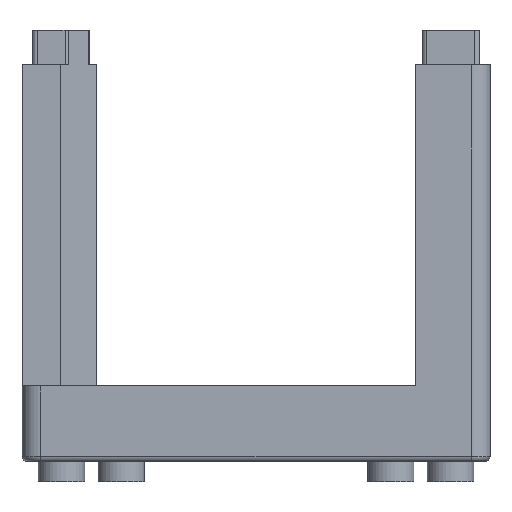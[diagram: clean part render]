
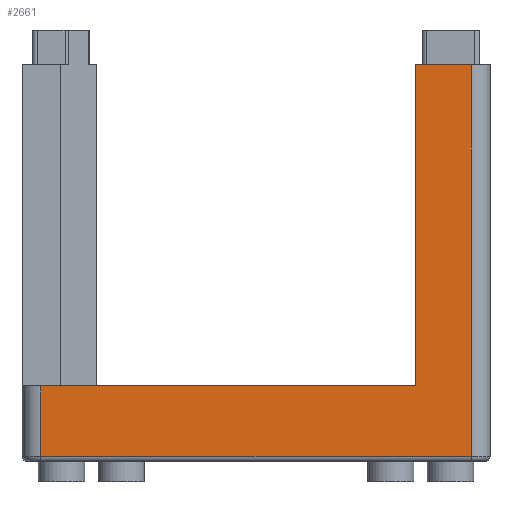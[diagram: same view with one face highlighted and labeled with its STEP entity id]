
A CAD part, front view. The second image highlights one B-rep face of the part: STEP entity #2661.
In plain terms, the highlighted planar face has unit normal (0, -1, 0).
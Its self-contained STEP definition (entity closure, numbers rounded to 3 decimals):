
#367=FACE_OUTER_BOUND('',#556,.T.);
#556=EDGE_LOOP('',(#2292,#2293,#2294,#2295,#2296,#2297));
#770=LINE('',#4417,#1020);
#772=LINE('',#4420,#1022);
#774=LINE('',#4426,#1024);
#796=LINE('',#4474,#1046);
#797=LINE('',#4476,#1047);
#798=LINE('',#4477,#1048);
#1020=VECTOR('',#3632,10.);
#1022=VECTOR('',#3636,10.);
#1024=VECTOR('',#3642,10.);
#1046=VECTOR('',#3690,10.);
#1047=VECTOR('',#3691,10.);
#1048=VECTOR('',#3692,10.);
#1285=VERTEX_POINT('',#4386);
#1292=VERTEX_POINT('',#4408);
#1294=VERTEX_POINT('',#4415);
#1295=VERTEX_POINT('',#4422);
#1309=VERTEX_POINT('',#4473);
#1310=VERTEX_POINT('',#4475);
#1624=EDGE_CURVE('',#1294,#1292,#770,.T.);
#1626=EDGE_CURVE('',#1292,#1285,#772,.T.);
#1629=EDGE_CURVE('',#1285,#1295,#774,.T.);
#1652=EDGE_CURVE('',#1309,#1294,#796,.T.);
#1653=EDGE_CURVE('',#1310,#1309,#797,.T.);
#1654=EDGE_CURVE('',#1295,#1310,#798,.T.);
#2292=ORIENTED_EDGE('',*,*,#1624,.F.);
#2293=ORIENTED_EDGE('',*,*,#1652,.F.);
#2294=ORIENTED_EDGE('',*,*,#1653,.F.);
#2295=ORIENTED_EDGE('',*,*,#1654,.F.);
#2296=ORIENTED_EDGE('',*,*,#1629,.F.);
#2297=ORIENTED_EDGE('',*,*,#1626,.F.);
#2508=PLANE('',#2954);
#2661=ADVANCED_FACE('',(#367),#2508,.T.);
#2954=AXIS2_PLACEMENT_3D('',#4472,#3688,#3689);
#3632=DIRECTION('',(0.,0.,-1.));
#3636=DIRECTION('',(-1.,0.,0.));
#3642=DIRECTION('',(0.,0.,1.));
#3688=DIRECTION('center_axis',(0.,-1.,0.));
#3689=DIRECTION('ref_axis',(1.,0.,0.));
#3690=DIRECTION('',(1.,0.,0.));
#3691=DIRECTION('',(0.,0.,1.));
#3692=DIRECTION('',(1.,0.,0.));
#4386=CARTESIAN_POINT('',(-22.85,-24.85,0.5));
#4408=CARTESIAN_POINT('',(22.85,-24.85,0.5));
#4415=CARTESIAN_POINT('',(22.85,-24.85,42.1));
#4417=CARTESIAN_POINT('',(22.85,-24.85,0.));
#4420=CARTESIAN_POINT('',(-12.425,-24.85,0.5));
#4422=CARTESIAN_POINT('',(-22.85,-24.85,8.));
#4426=CARTESIAN_POINT('',(-22.85,-24.85,0.));
#4472=CARTESIAN_POINT('Origin',(-24.85,-24.85,0.));
#4473=CARTESIAN_POINT('',(16.97,-24.85,42.1));
#4474=CARTESIAN_POINT('',(16.97,-24.85,42.1));
#4475=CARTESIAN_POINT('',(16.97,-24.85,8.));
#4476=CARTESIAN_POINT('',(16.97,-24.85,8.));
#4477=CARTESIAN_POINT('',(24.85,-24.85,8.));
